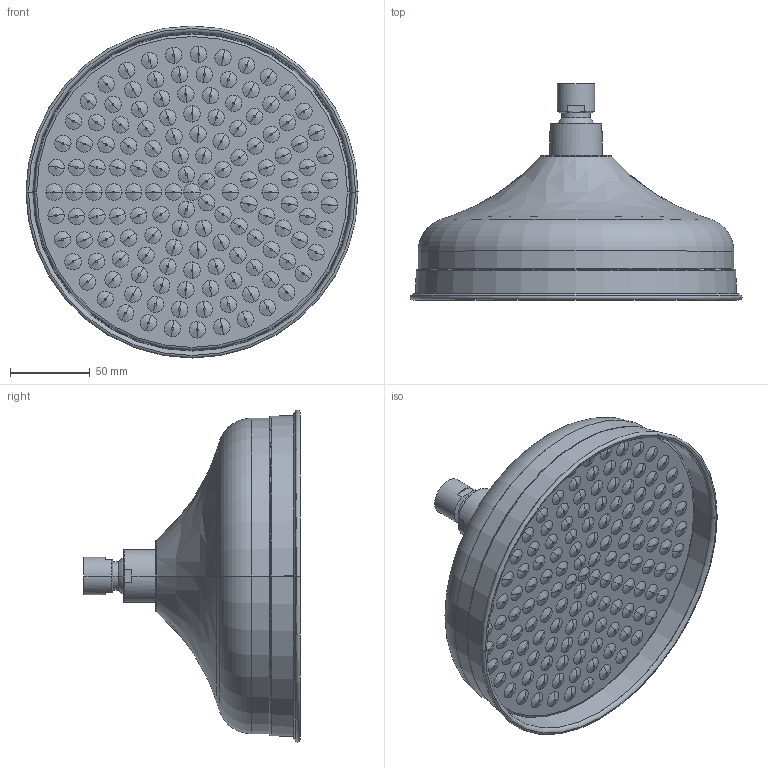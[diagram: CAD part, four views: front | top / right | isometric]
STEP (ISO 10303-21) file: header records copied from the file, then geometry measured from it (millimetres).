
FILE_DESCRIPTION((''),'2;1');
FILE_NAME('AS-TRB026CP-KO-00_ASM','2019-12-11T',('Administrator'),(''),'PRO/ENGINEER BY PARAMETRIC TECHNOLOGY CORPORATION, 2010280','PRO/ENGINEER BY PARAMETRIC TECHNOLOGY CORPORATION, 2010280','');
FILE_SCHEMA(('CONFIG_CONTROL_DESIGN'));
Length unit declared in the file: millimetre
Products named in the file (8): MS0002; MS0009; MS0010; AS-TRB026CP-X-01_ASM; AS-TRB026CP-X-03; PTMB0483-P1; AS-TRB026CP-X-05; AS-TRB026CP-KO-00_ASM
Assembly tree (7 placements, depth 3):
  AS-TRB026CP-KO-00_ASM
    AS-TRB026CP-X-01_ASM
      MS0002
      MS0009
      MS0010
    AS-TRB026CP-X-03
    PTMB0483-P1
    AS-TRB026CP-X-05
Bounding box: 208.2 x 135.6 x 208.2 mm (x, y, z)
Volume: 84157.6 mm3; surface area: 222427.7 mm2
Topology: 5 solids, 5 shells, 1028 faces, 2910 edges, 1899 vertices
Faces by surface type: cone 590, cylinder 355, torus 30, plane 29, bspline 22, sphere 2
Entity records: 41573 total; most frequent: CARTESIAN_POINT 13003, DIRECTION 6457, ORIENTED_EDGE 5820, EDGE_CURVE 2910, AXIS2_PLACEMENT_3D 2743, VERTEX_POINT 1899, CIRCLE 1719, EDGE_LOOP 1325
